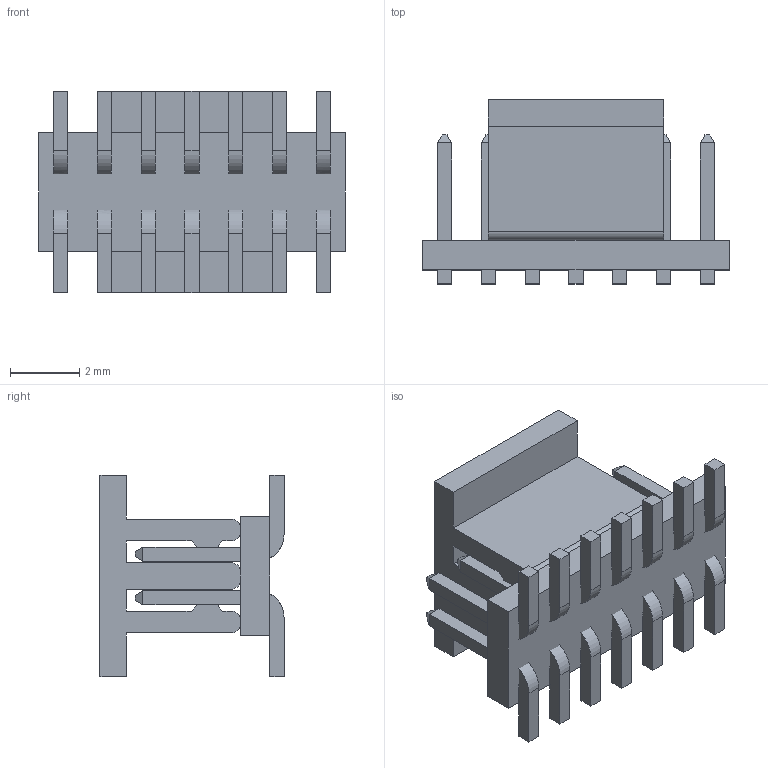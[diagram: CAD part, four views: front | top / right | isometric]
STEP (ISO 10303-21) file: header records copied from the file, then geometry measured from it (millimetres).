
FILE_DESCRIPTION( ( 'STEP AP214' ), '1' );
FILE_NAME( 'FTS-107-01-L-DV-P-TR.stp', '2019-02-23T03:55:20', ( '' ), ( '' ), ' ', 'PARTsolutions', ' ' );
FILE_SCHEMA( ( 'AUTOMOTIVE_DESIGN { 1 0 10303 214 1 1 1 1 }' ) );
Length unit declared in the file: inch
Products named in the file (5): FTS-107-01-L-DV-P-TR; _FTS-107-01-L-DV-P-TR_body; _FTS-107-01-L-DV-P-TR_pins1; _FTS-107-01-L-DV-P-TR_pins2; _FTS-1-01-P-TR_sp
Assembly tree (4 placements, depth 2):
  FTS-107-01-L-DV-P-TR
    _FTS-107-01-L-DV-P-TR_body
    _FTS-107-01-L-DV-P-TR_pins1
    _FTS-107-01-L-DV-P-TR_pins2
    _FTS-1-01-P-TR_sp
Bounding box: 8.89 x 5.33 x 5.84 mm (x, y, z)
Volume: 105.3 mm3; surface area: 468.9 mm2
Topology: 4 solids, 4 shells, 240 faces, 640 edges, 408 vertices
Faces by surface type: plane 230, cylinder 10
Entity records: 9310 total; most frequent: CARTESIAN_POINT 1293, ORIENTED_EDGE 1280, DIRECTION 1198, EDGE_CURVE 640, LINE 572, VECTOR 572, VERTEX_POINT 408, AXIS2_PLACEMENT_3D 313
